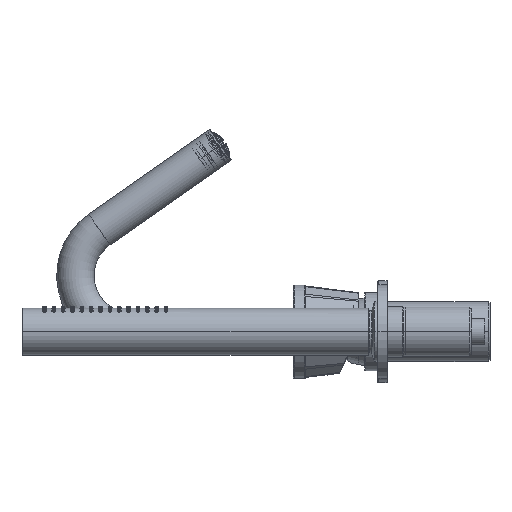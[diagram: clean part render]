
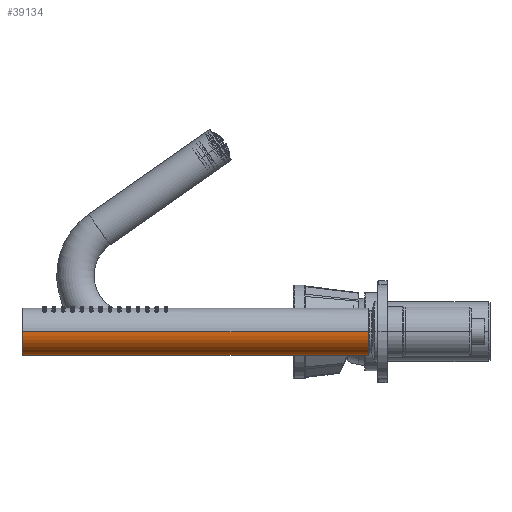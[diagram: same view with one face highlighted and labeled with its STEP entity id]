
A CAD part, left-side view. The second image highlights one B-rep face of the part: STEP entity #39134.
In plain terms, the highlighted cylindrical face has radius 12.5 mm (diameter 25 mm), a partial arc.
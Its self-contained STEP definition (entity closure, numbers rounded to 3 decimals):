
#32347=CARTESIAN_POINT('',(0.,194.5,0.));
#32348=DIRECTION('',(0.,1.,0.));
#32349=DIRECTION('',(1.,0.,0.));
#32350=AXIS2_PLACEMENT_3D('',#32347,#32348,#32349);
#32355=DIRECTION('',(0.,1.,0.));
#32356=VECTOR('',#32355,184.5);
#32357=CARTESIAN_POINT('',(-12.5,10.,0.));
#32358=LINE('',#32357,#32356);
#32362=CARTESIAN_POINT('',(0.,10.,0.));
#32363=DIRECTION('',(0.,1.,0.));
#32364=DIRECTION('',(1.,0.,0.));
#32365=AXIS2_PLACEMENT_3D('',#32362,#32363,#32364);
#32370=DIRECTION('',(0.,1.,0.));
#32371=VECTOR('',#32370,184.5);
#32372=CARTESIAN_POINT('',(12.5,10.,0.));
#32373=LINE('',#32372,#32371);
#37091=CARTESIAN_POINT('',(12.5,10.,0.));
#37092=CARTESIAN_POINT('',(-12.5,10.,0.));
#37093=VERTEX_POINT('',#37091);
#37094=VERTEX_POINT('',#37092);
#37435=CARTESIAN_POINT('',(12.5,194.5,0.));
#37436=CARTESIAN_POINT('',(-12.5,194.5,0.));
#37437=VERTEX_POINT('',#37435);
#37438=VERTEX_POINT('',#37436);
#39121=CARTESIAN_POINT('',(0.,204.75,0.));
#39122=DIRECTION('',(0.,-1.,0.));
#39123=DIRECTION('',(-1.,0.,0.));
#39124=AXIS2_PLACEMENT_3D('',#39121,#39122,#39123);
#39125=CYLINDRICAL_SURFACE('',#39124,12.5);
#39127=ORIENTED_EDGE('',*,*,#39126,.T.);
#39128=ORIENTED_EDGE('',*,*,#37745,.F.);
#39130=ORIENTED_EDGE('',*,*,#39129,.F.);
#39131=ORIENTED_EDGE('',*,*,#37741,.T.);
#39132=EDGE_LOOP('',(#39127,#39128,#39130,#39131));
#39133=FACE_OUTER_BOUND('',#39132,.F.);
#39134=ADVANCED_FACE('',(#39133),#39125,.T.);
#32351=CIRCLE('',#32350,12.5);
#32366=CIRCLE('',#32365,12.5);
#37741=EDGE_CURVE('',#37093,#37437,#32373,.T.);
#37745=EDGE_CURVE('',#37094,#37438,#32358,.T.);
#39126=EDGE_CURVE('',#37437,#37438,#32351,.T.);
#39129=EDGE_CURVE('',#37093,#37094,#32366,.T.);
